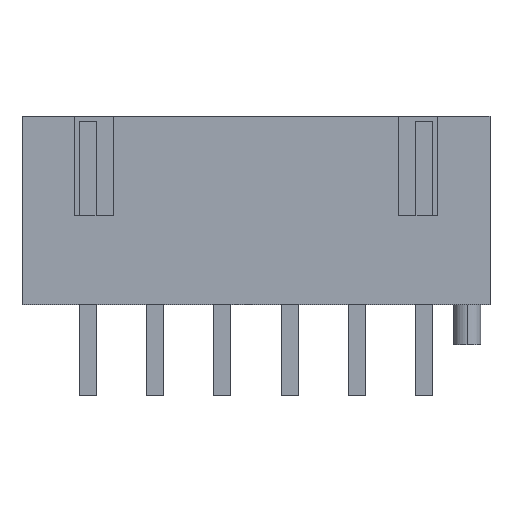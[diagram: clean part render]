
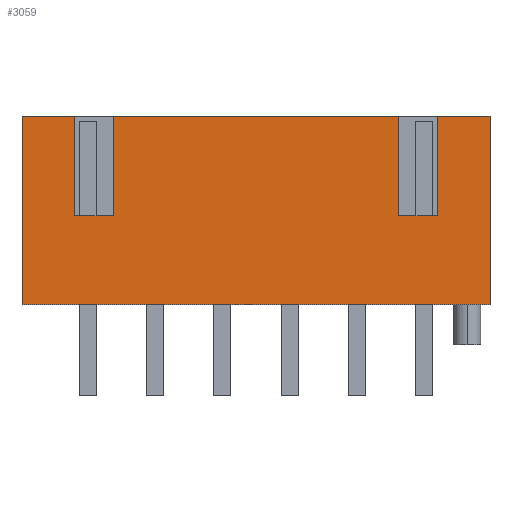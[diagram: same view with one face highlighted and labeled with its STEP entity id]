
A CAD part, top view. The second image highlights one B-rep face of the part: STEP entity #3059.
In plain terms, the highlighted planar face has unit normal (0, 0, 1).
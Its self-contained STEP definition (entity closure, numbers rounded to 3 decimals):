
#40 = VERTEX_POINT ( 'NONE', #474 ) ;
#203 = EDGE_CURVE ( 'NONE', #3454, #40, #1738, .T. ) ;
#218 = VECTOR ( 'NONE', #3295, 1000. ) ;
#262 = DIRECTION ( 'NONE',  ( 0., -1., 0. ) ) ;
#313 = ORIENTED_EDGE ( 'NONE', *, *, #2061, .T. ) ;
#330 = ORIENTED_EDGE ( 'NONE', *, *, #2377, .F. ) ;
#339 = CARTESIAN_POINT ( 'NONE',  ( -8.7, -1.1, 2.375 ) ) ;
#343 = EDGE_CURVE ( 'NONE', #2497, #1231, #1020, .T. ) ;
#456 = EDGE_CURVE ( 'NONE', #2797, #3449, #705, .T. ) ;
#474 = CARTESIAN_POINT ( 'NONE',  ( -5.3, 5.9, 2.375 ) ) ;
#478 = DIRECTION ( 'NONE',  ( 0., -1., 0. ) ) ;
#581 = CARTESIAN_POINT ( 'NONE',  ( -5.3, 2.2, 2.375 ) ) ;
#705 = LINE ( 'NONE', #954, #3464 ) ;
#731 = VECTOR ( 'NONE', #2021, 1000. ) ;
#774 = EDGE_CURVE ( 'NONE', #1351, #1072, #3137, .T. ) ;
#801 = DIRECTION ( 'NONE',  ( 1., 0., 0. ) ) ;
#823 = DIRECTION ( 'NONE',  ( 0., -1., 0. ) ) ;
#887 = LINE ( 'NONE', #2707, #1469 ) ;
#907 = ORIENTED_EDGE ( 'NONE', *, *, #2970, .F. ) ;
#954 = CARTESIAN_POINT ( 'NONE',  ( -8.7, -1.1, 2.375 ) ) ;
#965 = VECTOR ( 'NONE', #262, 1000. ) ;
#1017 = VERTEX_POINT ( 'NONE', #3250 ) ;
#1018 = DIRECTION ( 'NONE',  ( -1., 0., 0. ) ) ;
#1020 = LINE ( 'NONE', #2084, #1813 ) ;
#1072 = VERTEX_POINT ( 'NONE', #3304 ) ;
#1231 = VERTEX_POINT ( 'NONE', #1247 ) ;
#1242 = DIRECTION ( 'NONE',  ( 0., -1., 0. ) ) ;
#1247 = CARTESIAN_POINT ( 'NONE',  ( 8.7, -1.1, 2.375 ) ) ;
#1284 = CARTESIAN_POINT ( 'NONE',  ( 8.7, -1.1, 2.375 ) ) ;
#1295 = EDGE_CURVE ( 'NONE', #2497, #1712, #3135, .T. ) ;
#1315 = CARTESIAN_POINT ( 'NONE',  ( 8.7, 5.9, 2.375 ) ) ;
#1317 = DIRECTION ( 'NONE',  ( 0., 0., -1. ) ) ;
#1351 = VERTEX_POINT ( 'NONE', #1817 ) ;
#1391 = LINE ( 'NONE', #1922, #218 ) ;
#1420 = VECTOR ( 'NONE', #1018, 1000. ) ;
#1434 = FACE_OUTER_BOUND ( 'NONE', #2400, .T. ) ;
#1460 = DIRECTION ( 'NONE',  ( -1., 0., 0. ) ) ;
#1467 = LINE ( 'NONE', #1964, #1967 ) ;
#1469 = VECTOR ( 'NONE', #823, 1000. ) ;
#1514 = LINE ( 'NONE', #1853, #2142 ) ;
#1560 = ORIENTED_EDGE ( 'NONE', *, *, #456, .T. ) ;
#1567 = PLANE ( 'NONE',  #2822 ) ;
#1636 = DIRECTION ( 'NONE',  ( 0., 1., 0. ) ) ;
#1690 = ORIENTED_EDGE ( 'NONE', *, *, #2009, .T. ) ;
#1712 = VERTEX_POINT ( 'NONE', #1950 ) ;
#1738 = LINE ( 'NONE', #3240, #2652 ) ;
#1759 = VECTOR ( 'NONE', #1460, 1000. ) ;
#1813 = VECTOR ( 'NONE', #478, 1000. ) ;
#1817 = CARTESIAN_POINT ( 'NONE',  ( -6.75, 5.9, 2.375 ) ) ;
#1826 = DIRECTION ( 'NONE',  ( -1., 0., 0. ) ) ;
#1853 = CARTESIAN_POINT ( 'NONE',  ( 6.75, 2.2, 2.375 ) ) ;
#1920 = CARTESIAN_POINT ( 'NONE',  ( 6.75, 2.2, 2.375 ) ) ;
#1922 = CARTESIAN_POINT ( 'NONE',  ( 8.7, 5.9, 2.375 ) ) ;
#1950 = CARTESIAN_POINT ( 'NONE',  ( 6.75, 5.9, 2.375 ) ) ;
#1964 = CARTESIAN_POINT ( 'NONE',  ( 6.75, 5.9, 2.375 ) ) ;
#1967 = VECTOR ( 'NONE', #3049, 1000. ) ;
#2009 = EDGE_CURVE ( 'NONE', #1351, #2797, #1391, .T. ) ;
#2021 = DIRECTION ( 'NONE',  ( -1., 0., 0. ) ) ;
#2052 = ORIENTED_EDGE ( 'NONE', *, *, #774, .F. ) ;
#2061 = EDGE_CURVE ( 'NONE', #1017, #40, #2064, .T. ) ;
#2064 = LINE ( 'NONE', #2249, #731 ) ;
#2069 = VERTEX_POINT ( 'NONE', #2535 ) ;
#2084 = CARTESIAN_POINT ( 'NONE',  ( 8.7, -1.1, 2.375 ) ) ;
#2086 = DIRECTION ( 'NONE',  ( 1., 0., 0. ) ) ;
#2122 = EDGE_CURVE ( 'NONE', #1231, #3449, #3145, .T. ) ;
#2142 = VECTOR ( 'NONE', #2086, 1000. ) ;
#2168 = ORIENTED_EDGE ( 'NONE', *, *, #343, .F. ) ;
#2249 = CARTESIAN_POINT ( 'NONE',  ( 8.7, 5.9, 2.375 ) ) ;
#2278 = CARTESIAN_POINT ( 'NONE',  ( 8.7, -1.1, 2.375 ) ) ;
#2317 = ORIENTED_EDGE ( 'NONE', *, *, #1295, .T. ) ;
#2369 = CARTESIAN_POINT ( 'NONE',  ( -6.75, 5.9, 2.375 ) ) ;
#2377 = EDGE_CURVE ( 'NONE', #1017, #2069, #887, .T. ) ;
#2400 = EDGE_LOOP ( 'NONE', ( #2317, #2774, #907, #330, #313, #2932, #3333, #2052, #1690, #1560, #2757, #2168 ) ) ;
#2414 = EDGE_CURVE ( 'NONE', #1072, #3454, #3142, .T. ) ;
#2497 = VERTEX_POINT ( 'NONE', #1315 ) ;
#2535 = CARTESIAN_POINT ( 'NONE',  ( 5.3, 2.2, 2.375 ) ) ;
#2564 = EDGE_CURVE ( 'NONE', #3396, #1712, #1467, .T. ) ;
#2652 = VECTOR ( 'NONE', #1636, 1000. ) ;
#2707 = CARTESIAN_POINT ( 'NONE',  ( 5.3, 5.9, 2.375 ) ) ;
#2757 = ORIENTED_EDGE ( 'NONE', *, *, #2122, .F. ) ;
#2774 = ORIENTED_EDGE ( 'NONE', *, *, #2564, .F. ) ;
#2797 = VERTEX_POINT ( 'NONE', #3269 ) ;
#2822 = AXIS2_PLACEMENT_3D ( 'NONE', #1284, #1317, #1826 ) ;
#2930 = VECTOR ( 'NONE', #801, 1000. ) ;
#2932 = ORIENTED_EDGE ( 'NONE', *, *, #203, .F. ) ;
#2970 = EDGE_CURVE ( 'NONE', #2069, #3396, #1514, .T. ) ;
#3049 = DIRECTION ( 'NONE',  ( 0., 1., 0. ) ) ;
#3059 = ADVANCED_FACE ( 'NONE', ( #1434 ), #1567, .F. ) ;
#3135 = LINE ( 'NONE', #3446, #1420 ) ;
#3137 = LINE ( 'NONE', #2369, #965 ) ;
#3142 = LINE ( 'NONE', #3229, #2930 ) ;
#3145 = LINE ( 'NONE', #2278, #1759 ) ;
#3229 = CARTESIAN_POINT ( 'NONE',  ( -6.75, 2.2, 2.375 ) ) ;
#3240 = CARTESIAN_POINT ( 'NONE',  ( -5.3, 5.9, 2.375 ) ) ;
#3250 = CARTESIAN_POINT ( 'NONE',  ( 5.3, 5.9, 2.375 ) ) ;
#3269 = CARTESIAN_POINT ( 'NONE',  ( -8.7, 5.9, 2.375 ) ) ;
#3295 = DIRECTION ( 'NONE',  ( -1., 0., 0. ) ) ;
#3304 = CARTESIAN_POINT ( 'NONE',  ( -6.75, 2.2, 2.375 ) ) ;
#3333 = ORIENTED_EDGE ( 'NONE', *, *, #2414, .F. ) ;
#3396 = VERTEX_POINT ( 'NONE', #1920 ) ;
#3446 = CARTESIAN_POINT ( 'NONE',  ( 8.7, 5.9, 2.375 ) ) ;
#3449 = VERTEX_POINT ( 'NONE', #339 ) ;
#3454 = VERTEX_POINT ( 'NONE', #581 ) ;
#3464 = VECTOR ( 'NONE', #1242, 1000. ) ;
